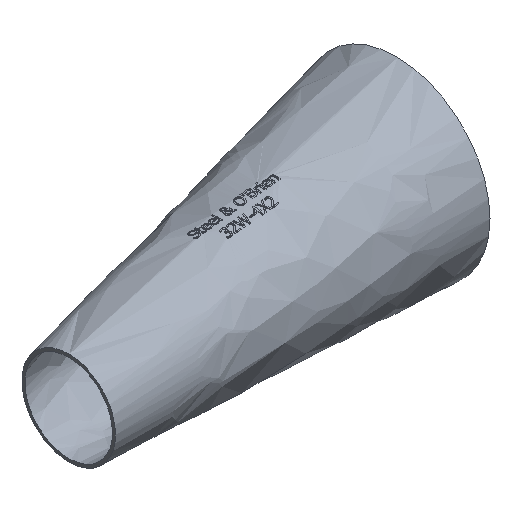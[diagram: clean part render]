
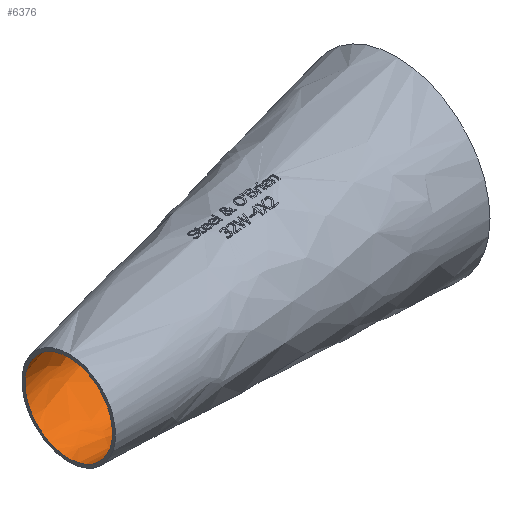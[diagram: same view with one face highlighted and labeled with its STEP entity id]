
A CAD part, isometric view. The second image highlights one B-rep face of the part: STEP entity #6376.
In plain terms, the highlighted free-form (B-spline) face has degree [1, 2] with [2, 9] control points.
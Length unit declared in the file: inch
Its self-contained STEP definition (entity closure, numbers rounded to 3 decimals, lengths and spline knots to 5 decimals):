
#153=CIRCLE('',#6613,1.917);
#154=CIRCLE('',#6614,1.917);
#155=CIRCLE('',#6615,0.935);
#156=CIRCLE('',#6616,0.935);
#1498=FACE_OUTER_BOUND('',#1864,.T.);
#1864=EDGE_LOOP('',(#6000,#6001,#6002,#6003,#6004,#6005));
#2416=B_SPLINE_CURVE_WITH_KNOTS('',1,(#14354,#14355),.UNSPECIFIED.,.F.,
 .F.,(2,2),(0.00183,4.23717),.UNSPECIFIED.);
#3069=VERTEX_POINT('',#14349);
#3070=VERTEX_POINT('',#14350);
#3071=VERTEX_POINT('',#14353);
#3072=VERTEX_POINT('',#14356);
#4050=EDGE_CURVE('',#3069,#3070,#153,.T.);
#4051=EDGE_CURVE('',#3070,#3069,#154,.T.);
#4052=EDGE_CURVE('',#3070,#3071,#2416,.T.);
#4053=EDGE_CURVE('',#3072,#3071,#155,.T.);
#4054=EDGE_CURVE('',#3071,#3072,#156,.T.);
#6000=ORIENTED_EDGE('',*,*,#4050,.F.);
#6001=ORIENTED_EDGE('',*,*,#4051,.F.);
#6002=ORIENTED_EDGE('',*,*,#4052,.T.);
#6003=ORIENTED_EDGE('',*,*,#4053,.F.);
#6004=ORIENTED_EDGE('',*,*,#4054,.F.);
#6005=ORIENTED_EDGE('',*,*,#4052,.F.);
#6030=(
BOUNDED_SURFACE()
B_SPLINE_SURFACE(1,2,((#14331,#14332,#14333,#14334,#14335,#14336,#14337,
#14338,#14339),(#14340,#14341,#14342,#14343,#14344,#14345,#14346,#14347,
#14348)),.UNSPECIFIED.,.F.,.T.,.F.)
B_SPLINE_SURFACE_WITH_KNOTS((2,2),(3,2,2,2,3),(-0.12656,4.29634),
(-3.14159,-1.5708,0.,1.5708,3.14159),
 .UNSPECIFIED.)
GEOMETRIC_REPRESENTATION_ITEM()
RATIONAL_B_SPLINE_SURFACE(((1.,0.707,1.,0.707,1.,
0.707,1.,0.707,1.),(1.,0.707,1.,0.707,
1.,0.707,1.,0.707,1.)))
REPRESENTATION_ITEM('')
SURFACE()
);
#6376=ADVANCED_FACE('',(#1498),#6030,.T.);
#6613=AXIS2_PLACEMENT_3D('',#14351,#7397,#7398);
#6614=AXIS2_PLACEMENT_3D('',#14352,#7399,#7400);
#6615=AXIS2_PLACEMENT_3D('',#14357,#7401,#7402);
#6616=AXIS2_PLACEMENT_3D('',#14358,#7403,#7404);
#7397=DIRECTION('center_axis',(-1.,0.,0.));
#7398=DIRECTION('ref_axis',(0.,-0.015,-1.));
#7399=DIRECTION('center_axis',(-1.,0.,0.));
#7400=DIRECTION('ref_axis',(0.,-0.015,-1.));
#7401=DIRECTION('center_axis',(1.,0.,0.));
#7402=DIRECTION('ref_axis',(0.,-0.015,-1.));
#7403=DIRECTION('center_axis',(1.,0.,0.));
#7404=DIRECTION('ref_axis',(0.,-0.015,-1.));
#14331=CARTESIAN_POINT('Ctrl Pts',(8.24251,1.00133,1.94655));
#14332=CARTESIAN_POINT('Ctrl Pts',(8.00636,2.91858,1.94655));
#14333=CARTESIAN_POINT('Ctrl Pts',(8.00636,2.91858,0.));
#14334=CARTESIAN_POINT('Ctrl Pts',(8.00636,2.91858,-1.94655));
#14335=CARTESIAN_POINT('Ctrl Pts',(8.24251,1.00133,-1.94655));
#14336=CARTESIAN_POINT('Ctrl Pts',(8.47866,-0.91592,
-1.94655));
#14337=CARTESIAN_POINT('Ctrl Pts',(8.47866,-0.91592,
0.));
#14338=CARTESIAN_POINT('Ctrl Pts',(8.47866,-0.91592,
1.94655));
#14339=CARTESIAN_POINT('Ctrl Pts',(8.24251,1.00133,1.94655));
#14340=CARTESIAN_POINT('Ctrl Pts',(-0.11176,-0.02769,
0.92118));
#14341=CARTESIAN_POINT('Ctrl Pts',(-0.22351,0.87963,
0.92118));
#14342=CARTESIAN_POINT('Ctrl Pts',(-0.22351,0.87963,
0.));
#14343=CARTESIAN_POINT('Ctrl Pts',(-0.22351,0.87963,
-0.92118));
#14344=CARTESIAN_POINT('Ctrl Pts',(-0.11176,-0.02769,
-0.92118));
#14345=CARTESIAN_POINT('Ctrl Pts',(0.,-0.935,
-0.92118));
#14346=CARTESIAN_POINT('Ctrl Pts',(0.,-0.935,0.));
#14347=CARTESIAN_POINT('Ctrl Pts',(0.,-0.935,
0.92118));
#14348=CARTESIAN_POINT('Ctrl Pts',(-0.11176,-0.02769,
0.92118));
#14349=CARTESIAN_POINT('',(8.,-0.917,0.));
#14350=CARTESIAN_POINT('',(8.,0.97146,1.91679));
#14351=CARTESIAN_POINT('Origin',(8.,1.,0.));
#14352=CARTESIAN_POINT('Origin',(8.,1.,0.));
#14353=CARTESIAN_POINT('',(0.,-0.01392,0.9349));
#14354=CARTESIAN_POINT('Ctrl Pts',(8.,0.97146,1.91679));
#14355=CARTESIAN_POINT('Ctrl Pts',(0.,-0.01392,
0.9349));
#14356=CARTESIAN_POINT('',(0.,-0.935,0.));
#14357=CARTESIAN_POINT('Origin',(0.,0.,0.));
#14358=CARTESIAN_POINT('Origin',(0.,0.,0.));
